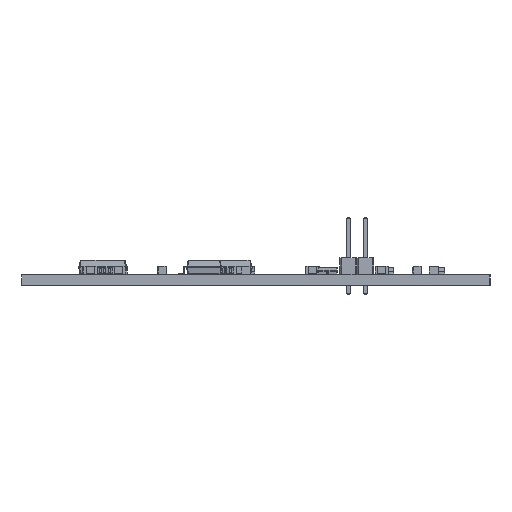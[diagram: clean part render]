
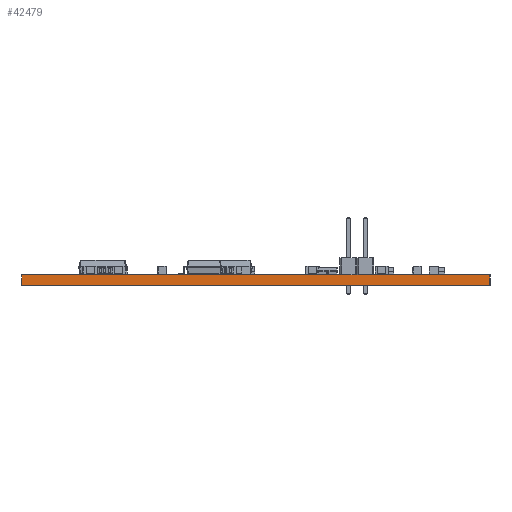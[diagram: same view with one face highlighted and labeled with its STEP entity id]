
A CAD part, left-side view. The second image highlights one B-rep face of the part: STEP entity #42479.
In plain terms, the highlighted planar face has unit normal (-1, 0, 0).
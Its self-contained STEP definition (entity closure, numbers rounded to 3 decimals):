
#42479 = ADVANCED_FACE('',(#42480),#42494,.F.);
#42480 = FACE_BOUND('',#42481,.F.);
#42481 = EDGE_LOOP('',(#42482,#42517,#42545,#42573));
#42482 = ORIENTED_EDGE('',*,*,#42483,.T.);
#42483 = EDGE_CURVE('',#42484,#42486,#42488,.T.);
#42484 = VERTEX_POINT('',#42485);
#42485 = CARTESIAN_POINT('',(96.9,-19.2,0.));
#42486 = VERTEX_POINT('',#42487);
#42487 = CARTESIAN_POINT('',(96.9,-19.2,1.6));
#42488 = SURFACE_CURVE('',#42489,(#42493,#42505),.PCURVE_S1.);
#42489 = LINE('',#42490,#42491);
#42490 = CARTESIAN_POINT('',(96.9,-19.2,0.));
#42491 = VECTOR('',#42492,1.);
#42492 = DIRECTION('',(0.,0.,1.));
#42493 = PCURVE('',#42494,#42499);
#42494 = PLANE('',#42495);
#42495 = AXIS2_PLACEMENT_3D('',#42496,#42497,#42498);
#42496 = CARTESIAN_POINT('',(96.9,-19.2,0.));
#42497 = DIRECTION('',(1.,0.,-0.));
#42498 = DIRECTION('',(0.,-1.,0.));
#42499 = DEFINITIONAL_REPRESENTATION('',(#42500),#42504);
#42500 = LINE('',#42501,#42502);
#42501 = CARTESIAN_POINT('',(0.,0.));
#42502 = VECTOR('',#42503,1.);
#42503 = DIRECTION('',(0.,-1.));
#42504 = ( GEOMETRIC_REPRESENTATION_CONTEXT(2) 
PARAMETRIC_REPRESENTATION_CONTEXT() REPRESENTATION_CONTEXT('2D SPACE',''
  ) );
#42505 = PCURVE('',#42506,#42511);
#42506 = PLANE('',#42507);
#42507 = AXIS2_PLACEMENT_3D('',#42508,#42509,#42510);
#42508 = CARTESIAN_POINT('',(186.9,-19.2,0.));
#42509 = DIRECTION('',(0.,-1.,0.));
#42510 = DIRECTION('',(-1.,0.,0.));
#42511 = DEFINITIONAL_REPRESENTATION('',(#42512),#42516);
#42512 = LINE('',#42513,#42514);
#42513 = CARTESIAN_POINT('',(90.,0.));
#42514 = VECTOR('',#42515,1.);
#42515 = DIRECTION('',(0.,-1.));
#42516 = ( GEOMETRIC_REPRESENTATION_CONTEXT(2) 
PARAMETRIC_REPRESENTATION_CONTEXT() REPRESENTATION_CONTEXT('2D SPACE',''
  ) );
#42517 = ORIENTED_EDGE('',*,*,#42518,.T.);
#42518 = EDGE_CURVE('',#42486,#42519,#42521,.T.);
#42519 = VERTEX_POINT('',#42520);
#42520 = CARTESIAN_POINT('',(96.9,-89.2,1.6));
#42521 = SURFACE_CURVE('',#42522,(#42526,#42533),.PCURVE_S1.);
#42522 = LINE('',#42523,#42524);
#42523 = CARTESIAN_POINT('',(96.9,-19.2,1.6));
#42524 = VECTOR('',#42525,1.);
#42525 = DIRECTION('',(0.,-1.,0.));
#42526 = PCURVE('',#42494,#42527);
#42527 = DEFINITIONAL_REPRESENTATION('',(#42528),#42532);
#42528 = LINE('',#42529,#42530);
#42529 = CARTESIAN_POINT('',(0.,-1.6));
#42530 = VECTOR('',#42531,1.);
#42531 = DIRECTION('',(1.,0.));
#42532 = ( GEOMETRIC_REPRESENTATION_CONTEXT(2) 
PARAMETRIC_REPRESENTATION_CONTEXT() REPRESENTATION_CONTEXT('2D SPACE',''
  ) );
#42533 = PCURVE('',#42534,#42539);
#42534 = PLANE('',#42535);
#42535 = AXIS2_PLACEMENT_3D('',#42536,#42537,#42538);
#42536 = CARTESIAN_POINT('',(141.9,-54.2,1.6));
#42537 = DIRECTION('',(0.,0.,1.));
#42538 = DIRECTION('',(1.,0.,-0.));
#42539 = DEFINITIONAL_REPRESENTATION('',(#42540),#42544);
#42540 = LINE('',#42541,#42542);
#42541 = CARTESIAN_POINT('',(-45.,35.));
#42542 = VECTOR('',#42543,1.);
#42543 = DIRECTION('',(0.,-1.));
#42544 = ( GEOMETRIC_REPRESENTATION_CONTEXT(2) 
PARAMETRIC_REPRESENTATION_CONTEXT() REPRESENTATION_CONTEXT('2D SPACE',''
  ) );
#42545 = ORIENTED_EDGE('',*,*,#42546,.F.);
#42546 = EDGE_CURVE('',#42547,#42519,#42549,.T.);
#42547 = VERTEX_POINT('',#42548);
#42548 = CARTESIAN_POINT('',(96.9,-89.2,0.));
#42549 = SURFACE_CURVE('',#42550,(#42554,#42561),.PCURVE_S1.);
#42550 = LINE('',#42551,#42552);
#42551 = CARTESIAN_POINT('',(96.9,-89.2,0.));
#42552 = VECTOR('',#42553,1.);
#42553 = DIRECTION('',(0.,0.,1.));
#42554 = PCURVE('',#42494,#42555);
#42555 = DEFINITIONAL_REPRESENTATION('',(#42556),#42560);
#42556 = LINE('',#42557,#42558);
#42557 = CARTESIAN_POINT('',(70.,0.));
#42558 = VECTOR('',#42559,1.);
#42559 = DIRECTION('',(0.,-1.));
#42560 = ( GEOMETRIC_REPRESENTATION_CONTEXT(2) 
PARAMETRIC_REPRESENTATION_CONTEXT() REPRESENTATION_CONTEXT('2D SPACE',''
  ) );
#42561 = PCURVE('',#42562,#42567);
#42562 = PLANE('',#42563);
#42563 = AXIS2_PLACEMENT_3D('',#42564,#42565,#42566);
#42564 = CARTESIAN_POINT('',(96.9,-89.2,0.));
#42565 = DIRECTION('',(0.,1.,0.));
#42566 = DIRECTION('',(1.,0.,0.));
#42567 = DEFINITIONAL_REPRESENTATION('',(#42568),#42572);
#42568 = LINE('',#42569,#42570);
#42569 = CARTESIAN_POINT('',(0.,0.));
#42570 = VECTOR('',#42571,1.);
#42571 = DIRECTION('',(0.,-1.));
#42572 = ( GEOMETRIC_REPRESENTATION_CONTEXT(2) 
PARAMETRIC_REPRESENTATION_CONTEXT() REPRESENTATION_CONTEXT('2D SPACE',''
  ) );
#42573 = ORIENTED_EDGE('',*,*,#42574,.F.);
#42574 = EDGE_CURVE('',#42484,#42547,#42575,.T.);
#42575 = SURFACE_CURVE('',#42576,(#42580,#42587),.PCURVE_S1.);
#42576 = LINE('',#42577,#42578);
#42577 = CARTESIAN_POINT('',(96.9,-19.2,0.));
#42578 = VECTOR('',#42579,1.);
#42579 = DIRECTION('',(0.,-1.,0.));
#42580 = PCURVE('',#42494,#42581);
#42581 = DEFINITIONAL_REPRESENTATION('',(#42582),#42586);
#42582 = LINE('',#42583,#42584);
#42583 = CARTESIAN_POINT('',(0.,0.));
#42584 = VECTOR('',#42585,1.);
#42585 = DIRECTION('',(1.,0.));
#42586 = ( GEOMETRIC_REPRESENTATION_CONTEXT(2) 
PARAMETRIC_REPRESENTATION_CONTEXT() REPRESENTATION_CONTEXT('2D SPACE',''
  ) );
#42587 = PCURVE('',#42588,#42593);
#42588 = PLANE('',#42589);
#42589 = AXIS2_PLACEMENT_3D('',#42590,#42591,#42592);
#42590 = CARTESIAN_POINT('',(141.9,-54.2,0.));
#42591 = DIRECTION('',(0.,0.,1.));
#42592 = DIRECTION('',(1.,0.,-0.));
#42593 = DEFINITIONAL_REPRESENTATION('',(#42594),#42598);
#42594 = LINE('',#42595,#42596);
#42595 = CARTESIAN_POINT('',(-45.,35.));
#42596 = VECTOR('',#42597,1.);
#42597 = DIRECTION('',(0.,-1.));
#42598 = ( GEOMETRIC_REPRESENTATION_CONTEXT(2) 
PARAMETRIC_REPRESENTATION_CONTEXT() REPRESENTATION_CONTEXT('2D SPACE',''
  ) );
